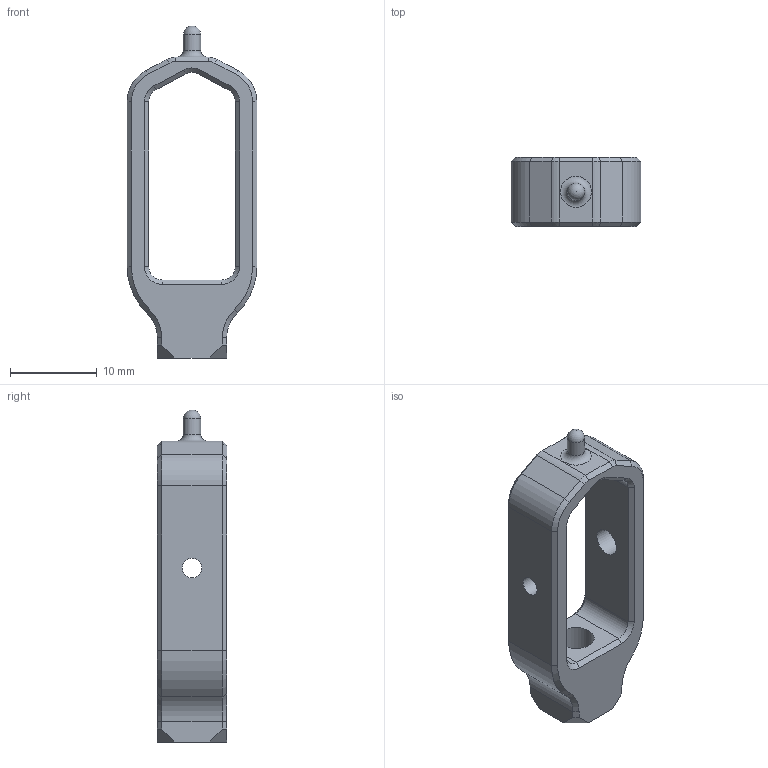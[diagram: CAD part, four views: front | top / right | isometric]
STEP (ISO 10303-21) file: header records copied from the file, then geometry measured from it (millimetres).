
FILE_DESCRIPTION(/* description */ ('STEP AP214'),/* implementation_level */ '2;1');
FILE_NAME(/* name */ '66957d77b3d6787b3fd140c1',/* time_stamp */ '2024-07-15T19:50:15Z',/* author */ (''),/* organization */ (''),/* preprocessor_version */ 'ST-DEVELOPER v20',/* originating_system */ ' ',/* authorisation */ ' ');
FILE_SCHEMA (('AUTOMOTIVE_DESIGN {1 0 10303 214 3 1 1}'));
Length unit declared in the file: metre
Products named in the file (1): Joint_A
Bounding box: 15 x 8 x 38.35 mm (x, y, z)
Volume: 1706.9 mm3; surface area: 1722.9 mm2
Topology: 1 solids, 1 shells, 88 faces, 212 edges, 126 vertices
Faces by surface type: plane 43, cone 26, cylinder 17, sphere 1, torus 1
Full cylindrical faces by diameter (mm): 2 x1, 2.261 x1, 3.175 x1, 4.2 x1
Entity records: 2480 total; most frequent: DIRECTION 440, CARTESIAN_POINT 411, ORIENTED_EDGE 402, EDGE_CURVE 201, AXIS2_PLACEMENT_3D 150, LINE 140, VECTOR 140, VERTEX_POINT 121
